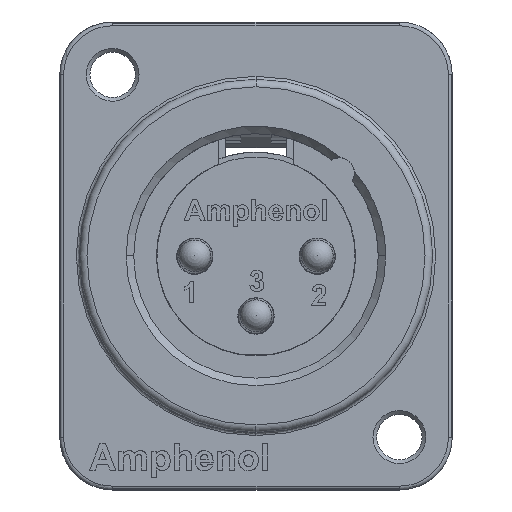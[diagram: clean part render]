
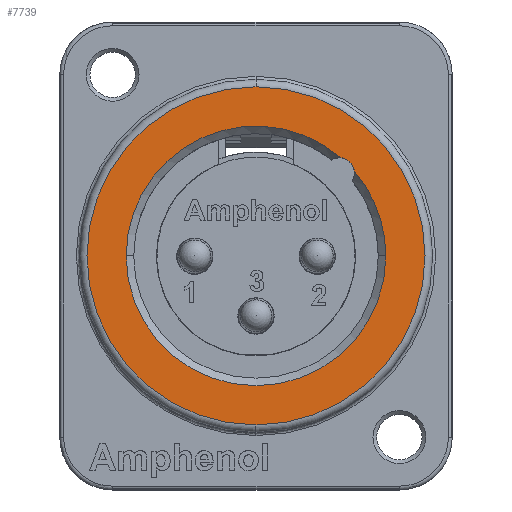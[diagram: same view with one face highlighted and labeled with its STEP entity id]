
A CAD part, top view. The second image highlights one B-rep face of the part: STEP entity #7739.
In plain terms, the highlighted planar face has unit normal (0, 0, 1).
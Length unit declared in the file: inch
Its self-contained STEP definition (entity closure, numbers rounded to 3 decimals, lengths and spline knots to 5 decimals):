
#290=CIRCLE('',#8279,0.44094);
#294=CIRCLE('',#8284,0.44094);
#296=CIRCLE('',#8288,0.33858);
#297=CIRCLE('',#8289,0.03937);
#298=CIRCLE('',#8290,0.33858);
#299=CIRCLE('',#8291,0.33858);
#611=FACE_BOUND('',#2415,.T.);
#2035=FACE_OUTER_BOUND('',#2414,.T.);
#2414=EDGE_LOOP('',(#6490,#6491));
#2415=EDGE_LOOP('',(#6492,#6493,#6494,#6495));
#3715=VERTEX_POINT('',#13914);
#3716=VERTEX_POINT('',#13916);
#3720=VERTEX_POINT('',#13931);
#3721=VERTEX_POINT('',#13932);
#3722=VERTEX_POINT('',#13934);
#3723=VERTEX_POINT('',#13936);
#4897=EDGE_CURVE('',#3715,#3716,#290,.T.);
#4901=EDGE_CURVE('',#3716,#3715,#294,.T.);
#4905=EDGE_CURVE('',#3720,#3721,#296,.T.);
#4906=EDGE_CURVE('',#3720,#3722,#297,.T.);
#4907=EDGE_CURVE('',#3723,#3722,#298,.T.);
#4908=EDGE_CURVE('',#3721,#3723,#299,.T.);
#6490=ORIENTED_EDGE('',*,*,#4897,.F.);
#6491=ORIENTED_EDGE('',*,*,#4901,.F.);
#6492=ORIENTED_EDGE('',*,*,#4905,.F.);
#6493=ORIENTED_EDGE('',*,*,#4906,.T.);
#6494=ORIENTED_EDGE('',*,*,#4907,.F.);
#6495=ORIENTED_EDGE('',*,*,#4908,.F.);
#7215=PLANE('',#8287);
#7739=ADVANCED_FACE('',(#2035,#611),#7215,.F.);
#8279=AXIS2_PLACEMENT_3D('',#13917,#9705,#9706);
#8284=AXIS2_PLACEMENT_3D('',#13923,#9715,#9716);
#8287=AXIS2_PLACEMENT_3D('',#13930,#9723,#9724);
#8288=AXIS2_PLACEMENT_3D('',#13933,#9725,#9726);
#8289=AXIS2_PLACEMENT_3D('',#13935,#9727,#9728);
#8290=AXIS2_PLACEMENT_3D('',#13937,#9729,#9730);
#8291=AXIS2_PLACEMENT_3D('',#13938,#9731,#9732);
#9705=DIRECTION('center_axis',(0.,0.,-1.));
#9706=DIRECTION('ref_axis',(-1.,0.,0.));
#9715=DIRECTION('center_axis',(0.,0.,-1.));
#9716=DIRECTION('ref_axis',(1.,0.,0.));
#9723=DIRECTION('center_axis',(0.,0.,-1.));
#9724=DIRECTION('ref_axis',(0.,-1.,0.));
#9725=DIRECTION('center_axis',(0.,0.,1.));
#9726=DIRECTION('ref_axis',(-1.,0.,0.));
#9727=DIRECTION('center_axis',(0.,0.,-1.));
#9728=DIRECTION('ref_axis',(1.,0.,0.));
#9729=DIRECTION('center_axis',(0.,0.,1.));
#9730=DIRECTION('ref_axis',(-1.,0.,0.));
#9731=DIRECTION('center_axis',(0.,0.,1.));
#9732=DIRECTION('ref_axis',(-1.,0.,0.));
#13914=CARTESIAN_POINT('',(0.,-0.44094,0.5689));
#13916=CARTESIAN_POINT('',(0.,0.44094,0.5689));
#13917=CARTESIAN_POINT('Origin',(0.,0.,
0.5689));
#13923=CARTESIAN_POINT('Origin',(0.,0.,
0.5689));
#13930=CARTESIAN_POINT('Origin',(0.50669,0.50669,0.5689));
#13931=CARTESIAN_POINT('',(0.22124,0.2563,0.5689));
#13932=CARTESIAN_POINT('',(-0.33858,0.,0.5689));
#13933=CARTESIAN_POINT('Origin',(0.,0.,
0.5689));
#13934=CARTESIAN_POINT('',(0.2563,0.22124,0.5689));
#13935=CARTESIAN_POINT('Origin',(0.21714,0.21714,0.5689));
#13936=CARTESIAN_POINT('',(0.33858,0.,0.5689));
#13937=CARTESIAN_POINT('Origin',(0.,0.,
0.5689));
#13938=CARTESIAN_POINT('Origin',(0.,0.,
0.5689));
